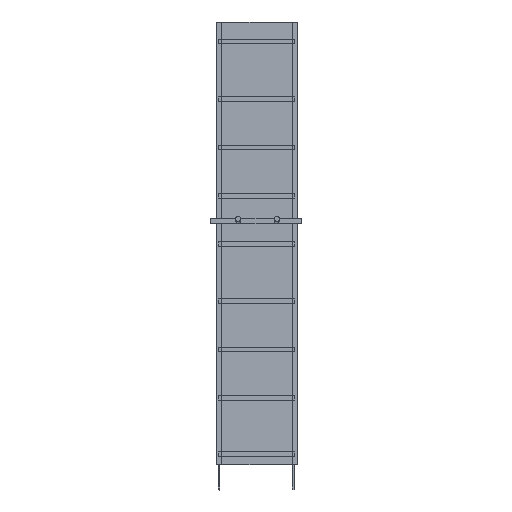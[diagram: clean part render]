
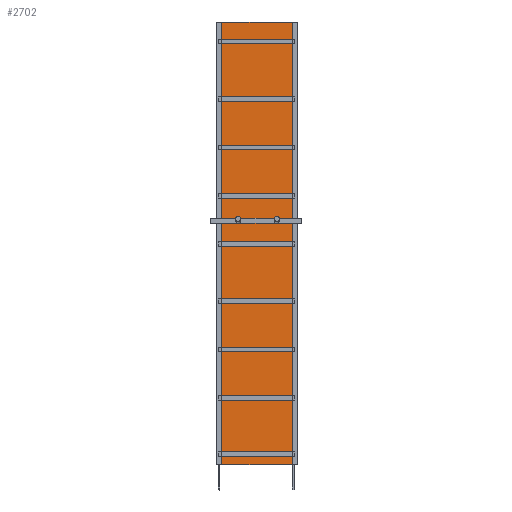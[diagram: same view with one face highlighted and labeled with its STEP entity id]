
A CAD part, front view. The second image highlights one B-rep face of the part: STEP entity #2702.
In plain terms, the highlighted face is planar.
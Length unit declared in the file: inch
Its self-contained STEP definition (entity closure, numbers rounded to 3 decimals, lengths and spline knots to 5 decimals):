
#152=FACE_OUTER_BOUND('',#306,.T.);
#306=EDGE_LOOP('',(#1821,#1822,#1823,#1824));
#486=LINE('',#3924,#848);
#487=LINE('',#3927,#849);
#488=LINE('',#3929,#850);
#489=LINE('',#3930,#851);
#848=VECTOR('',#3199,0.3937);
#849=VECTOR('',#3202,0.3937);
#850=VECTOR('',#3203,0.3937);
#851=VECTOR('',#3204,0.3937);
#1208=VERTEX_POINT('',#3918);
#1210=VERTEX_POINT('',#3922);
#1211=VERTEX_POINT('',#3926);
#1212=VERTEX_POINT('',#3928);
#1454=EDGE_CURVE('',#1208,#1210,#486,.T.);
#1455=EDGE_CURVE('',#1208,#1211,#487,.T.);
#1456=EDGE_CURVE('',#1212,#1210,#488,.T.);
#1457=EDGE_CURVE('',#1211,#1212,#489,.T.);
#1821=ORIENTED_EDGE('',*,*,#1455,.F.);
#1822=ORIENTED_EDGE('',*,*,#1454,.T.);
#1823=ORIENTED_EDGE('',*,*,#1456,.F.);
#1824=ORIENTED_EDGE('',*,*,#1457,.F.);
#2550=PLANE('',#3012);
#2702=ADVANCED_FACE('',(#152),#2550,.T.);
#3012=AXIS2_PLACEMENT_3D('',#3925,#3200,#3201);
#3199=DIRECTION('',(0.,0.,-1.));
#3200=DIRECTION('center_axis',(0.,-1.,0.));
#3201=DIRECTION('ref_axis',(-1.,0.,0.));
#3202=DIRECTION('',(1.,0.,0.));
#3203=DIRECTION('',(-1.,0.,0.));
#3204=DIRECTION('',(0.,0.,-1.));
#3918=CARTESIAN_POINT('',(-33.,-3.,0.));
#3922=CARTESIAN_POINT('',(-33.,-3.,-384.));
#3924=CARTESIAN_POINT('',(-33.,-3.,0.));
#3925=CARTESIAN_POINT('Origin',(33.,-3.,0.));
#3926=CARTESIAN_POINT('',(33.,-3.,0.));
#3927=CARTESIAN_POINT('',(-33.,-3.,0.));
#3928=CARTESIAN_POINT('',(33.,-3.,-384.));
#3929=CARTESIAN_POINT('',(-33.,-3.,-384.));
#3930=CARTESIAN_POINT('',(33.,-3.,0.));
